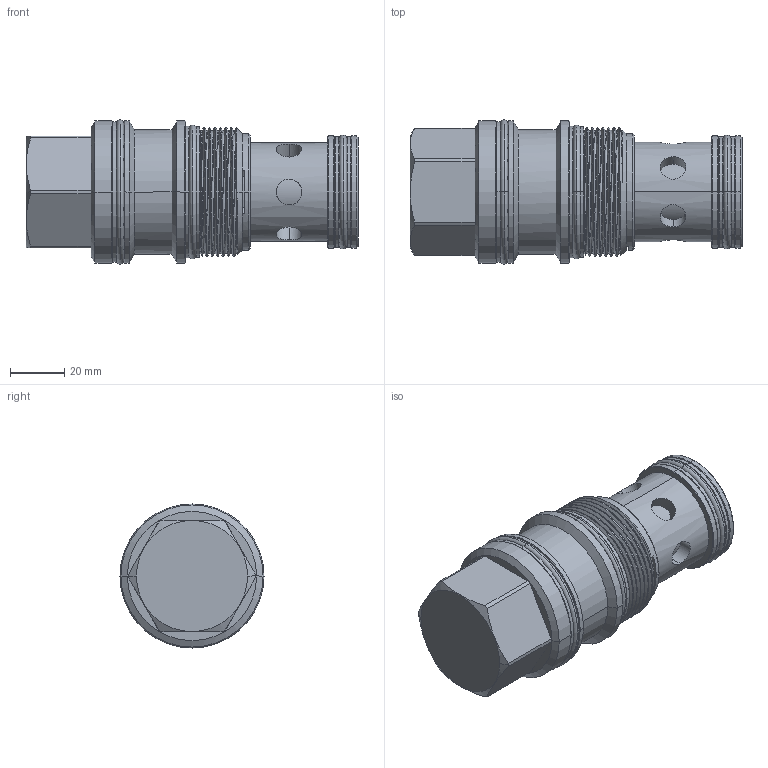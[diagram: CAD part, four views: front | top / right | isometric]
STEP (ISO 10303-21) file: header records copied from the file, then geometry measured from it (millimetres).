
FILE_DESCRIPTION (( 'STEP AP203' ), '1' );
FILE_NAME ('LC19A3C-N.STEP', '2016-05-31T03:11:32', ( '' ), ( '' ), 'SwSTEP 2.0', 'SolidWorks 2012', '' );
FILE_SCHEMA (( 'CONFIG_CONTROL_DESIGN' ));
Length unit declared in the file: millimetre
Products named in the file (1): LC19A3C-N
Bounding box: 122.34 x 53.11 x 53.11 mm (x, y, z)
Volume: 175647 mm3; surface area: 34722 mm2
Topology: 6 solids, 6 shells, 224 faces, 524 edges, 331 vertices
Faces by surface type: cylinder 101, plane 57, cone 37, torus 26, bspline 3
Entity records: 8940 total; most frequent: CARTESIAN_POINT 3741, DIRECTION 1116, ORIENTED_EDGE 1048, EDGE_CURVE 524, AXIS2_PLACEMENT_3D 472, VERTEX_POINT 331, EDGE_LOOP 253, CIRCLE 250
